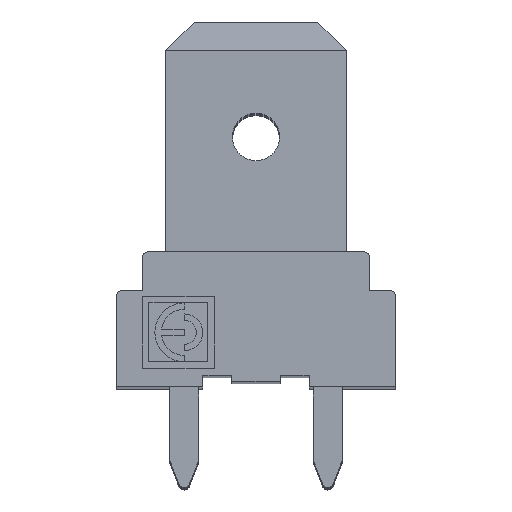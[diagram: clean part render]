
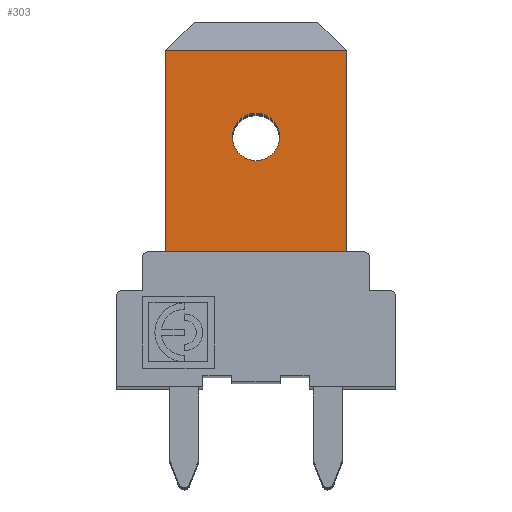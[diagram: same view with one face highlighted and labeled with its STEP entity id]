
A CAD part, top view. The second image highlights one B-rep face of the part: STEP entity #303.
In plain terms, the highlighted planar face has unit normal (0, 0, 1).
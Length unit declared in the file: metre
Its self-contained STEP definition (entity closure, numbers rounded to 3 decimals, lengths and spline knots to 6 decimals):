
#303=ADVANCED_FACE('',(#857,#858),#859,.T.);
#857=FACE_OUTER_BOUND('',#1713,.T.);
#858=FACE_BOUND('',#1714,.T.);
#859=PLANE('',#1715);
#1713=EDGE_LOOP('',(#2601,#2602,#2603,#2604));
#1714=EDGE_LOOP('',(#2605));
#1715=AXIS2_PLACEMENT_3D('',#2606,#2607,#2608);
#2601=ORIENTED_EDGE('',*,*,#4951,.F.);
#2602=ORIENTED_EDGE('',*,*,#4938,.T.);
#2603=ORIENTED_EDGE('',*,*,#4952,.T.);
#2604=ORIENTED_EDGE('',*,*,#4935,.F.);
#2605=ORIENTED_EDGE('',*,*,#4953,.T.);
#2606=CARTESIAN_POINT('',(0.00485,0.0148,0.03915));
#2607=DIRECTION('',(0.,0.,1.0));
#2608=DIRECTION('',(1.0,0.,0.));
#4935=EDGE_CURVE('',#5864,#5866,#5867,.T.);
#4938=EDGE_CURVE('',#5870,#5871,#5872,.T.);
#4951=EDGE_CURVE('',#5870,#5864,#5891,.T.);
#4952=EDGE_CURVE('',#5871,#5866,#5892,.T.);
#4953=EDGE_CURVE('',#5893,#5893,#5894,.T.);
#5864=VERTEX_POINT('',#7221);
#5866=VERTEX_POINT('',#7224);
#5867=LINE('',#7225,#7226);
#5870=VERTEX_POINT('',#7230);
#5871=VERTEX_POINT('',#7231);
#5872=LINE('',#7232,#7233);
#5891=LINE('',#7261,#7262);
#5892=LINE('',#7263,#7264);
#5893=VERTEX_POINT('',#7265);
#5894=CIRCLE('',#7266,0.000825);
#7221=CARTESIAN_POINT('',(0.0017,0.0047,0.03915));
#7224=CARTESIAN_POINT('',(0.0017,0.0117,0.03915));
#7225=CARTESIAN_POINT('',(0.0017,0.01165,0.03915));
#7226=VECTOR('',#9168,1.0);
#7230=CARTESIAN_POINT('',(0.008,0.0047,0.03915));
#7231=CARTESIAN_POINT('',(0.008,0.0117,0.03915));
#7232=CARTESIAN_POINT('',(0.008,0.01165,0.03915));
#7233=VECTOR('',#9170,1.0);
#7261=CARTESIAN_POINT('',(0.00385,0.0047,0.03915));
#7262=VECTOR('',#9180,1.0);
#7263=CARTESIAN_POINT('',(0.00345,0.0117,0.03915));
#7264=VECTOR('',#9181,1.0);
#7265=CARTESIAN_POINT('',(0.004025,0.0087,0.03915));
#7266=AXIS2_PLACEMENT_3D('',#9182,#9183,#9184);
#9168=DIRECTION('',(0.,1.0,0.));
#9170=DIRECTION('',(0.,1.0,0.));
#9180=DIRECTION('',(-1.0,0.,0.));
#9181=DIRECTION('',(-1.0,0.,0.));
#9182=CARTESIAN_POINT('',(0.00485,0.0087,0.03915));
#9183=DIRECTION('',(0.,0.,-1.0));
#9184=DIRECTION('',(-1.0,0.,0.));
